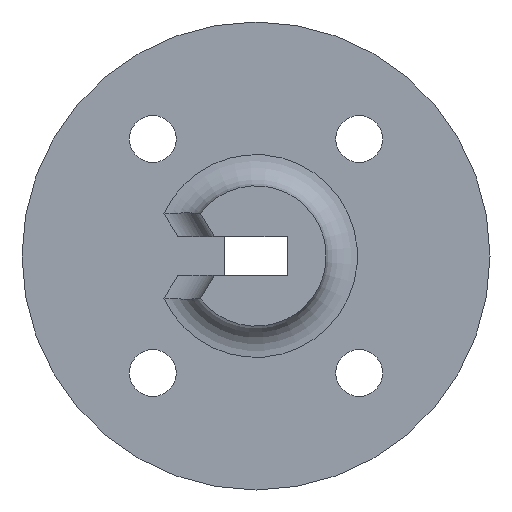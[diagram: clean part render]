
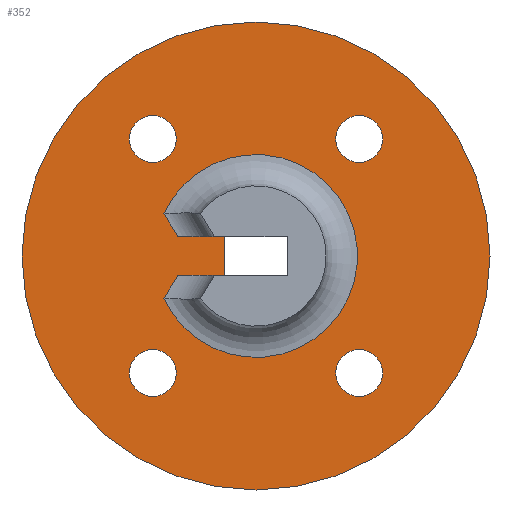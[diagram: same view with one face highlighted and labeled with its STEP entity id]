
A CAD part, front view. The second image highlights one B-rep face of the part: STEP entity #352.
In plain terms, the highlighted planar face has unit normal (0, -1, 0).
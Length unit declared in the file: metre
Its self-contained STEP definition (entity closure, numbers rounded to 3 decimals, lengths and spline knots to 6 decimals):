
#20=CIRCLE('',#384,0.0015);
#22=CIRCLE('',#387,0.0015);
#24=CIRCLE('',#390,0.0015);
#26=CIRCLE('',#393,0.0015);
#28=CIRCLE('',#396,0.015);
#30=CIRCLE('',#399,0.0065);
#67=ORIENTED_EDGE('',*,*,#154,.F.);
#68=ORIENTED_EDGE('',*,*,#155,.T.);
#69=ORIENTED_EDGE('',*,*,#156,.T.);
#70=ORIENTED_EDGE('',*,*,#157,.T.);
#71=ORIENTED_EDGE('',*,*,#158,.T.);
#72=ORIENTED_EDGE('',*,*,#132,.F.);
#73=ORIENTED_EDGE('',*,*,#152,.T.);
#74=ORIENTED_EDGE('',*,*,#150,.F.);
#75=ORIENTED_EDGE('',*,*,#148,.F.);
#76=ORIENTED_EDGE('',*,*,#146,.F.);
#77=ORIENTED_EDGE('',*,*,#144,.F.);
#132=EDGE_CURVE('',#175,#177,#209,.T.);
#144=EDGE_CURVE('',#187,#187,#20,.T.);
#146=EDGE_CURVE('',#189,#189,#22,.T.);
#148=EDGE_CURVE('',#191,#191,#24,.T.);
#150=EDGE_CURVE('',#193,#193,#26,.T.);
#152=EDGE_CURVE('',#195,#195,#28,.T.);
#154=EDGE_CURVE('',#197,#175,#219,.T.);
#155=EDGE_CURVE('',#197,#198,#220,.F.);
#156=EDGE_CURVE('',#198,#199,#30,.F.);
#157=EDGE_CURVE('',#199,#200,#221,.F.);
#158=EDGE_CURVE('',#200,#177,#222,.T.);
#175=VERTEX_POINT('',#524);
#177=VERTEX_POINT('',#527);
#187=VERTEX_POINT('',#552);
#189=VERTEX_POINT('',#557);
#191=VERTEX_POINT('',#562);
#193=VERTEX_POINT('',#567);
#195=VERTEX_POINT('',#572);
#197=VERTEX_POINT('',#577);
#198=VERTEX_POINT('',#579);
#199=VERTEX_POINT('',#581);
#200=VERTEX_POINT('',#583);
#209=LINE('',#526,#233);
#219=LINE('',#576,#243);
#220=LINE('',#578,#244);
#221=LINE('',#582,#245);
#222=LINE('',#584,#246);
#233=VECTOR('',#422,1.);
#243=VECTOR('',#472,1.);
#244=VECTOR('',#473,1.);
#245=VECTOR('',#476,1.);
#246=VECTOR('',#477,1.);
#269=EDGE_LOOP('',(#67,#68,#69,#70,#71,#72));
#270=EDGE_LOOP('',(#73));
#271=EDGE_LOOP('',(#74));
#272=EDGE_LOOP('',(#75));
#273=EDGE_LOOP('',(#76));
#274=EDGE_LOOP('',(#77));
#308=FACE_BOUND('',#269,.T.);
#309=FACE_BOUND('',#270,.T.);
#310=FACE_BOUND('',#271,.T.);
#311=FACE_BOUND('',#272,.T.);
#312=FACE_BOUND('',#273,.T.);
#313=FACE_BOUND('',#274,.T.);
#336=PLANE('',#398);
#352=ADVANCED_FACE('',(#308,#309,#310,#311,#312,#313),#336,.T.);
#384=AXIS2_PLACEMENT_3D('',#551,#442,#443);
#387=AXIS2_PLACEMENT_3D('',#556,#448,#449);
#390=AXIS2_PLACEMENT_3D('',#561,#454,#455);
#393=AXIS2_PLACEMENT_3D('',#566,#460,#461);
#396=AXIS2_PLACEMENT_3D('',#571,#466,#467);
#398=AXIS2_PLACEMENT_3D('',#575,#470,#471);
#399=AXIS2_PLACEMENT_3D('',#580,#474,#475);
#422=DIRECTION('',(0.,0.,-1.));
#442=DIRECTION('',(0.,-1.,0.));
#443=DIRECTION('',(0.,0.,-1.));
#448=DIRECTION('',(0.,-1.,0.));
#449=DIRECTION('',(0.,0.,-1.));
#454=DIRECTION('',(0.,-1.,0.));
#455=DIRECTION('',(0.,0.,-1.));
#460=DIRECTION('',(0.,-1.,0.));
#461=DIRECTION('',(0.,0.,-1.));
#466=DIRECTION('',(0.,-1.,0.));
#467=DIRECTION('',(0.,0.,-1.));
#470=DIRECTION('',(0.,-1.,0.));
#471=DIRECTION('',(1.,0.,0.));
#472=DIRECTION('',(1.,0.,0.));
#473=DIRECTION('',(0.524,0.,-0.852));
#474=DIRECTION('',(0.,-1.,0.));
#475=DIRECTION('',(0.,0.,-1.));
#476=DIRECTION('',(-0.524,0.,-0.852));
#477=DIRECTION('',(1.,0.,0.));
#524=CARTESIAN_POINT('',(0.048,-0.041,0.12225));
#526=CARTESIAN_POINT('',(0.048,-0.041,0.121));
#527=CARTESIAN_POINT('',(0.048,-0.041,0.11975));
#551=CARTESIAN_POINT('',(0.056614,-0.041,0.1135));
#552=CARTESIAN_POINT('',(0.056614,-0.041,0.112));
#556=CARTESIAN_POINT('',(0.043386,-0.041,0.1135));
#557=CARTESIAN_POINT('',(0.043386,-0.041,0.112));
#561=CARTESIAN_POINT('',(0.043386,-0.041,0.1285));
#562=CARTESIAN_POINT('',(0.043386,-0.041,0.127));
#566=CARTESIAN_POINT('',(0.056614,-0.041,0.1285));
#567=CARTESIAN_POINT('',(0.056614,-0.041,0.127));
#571=CARTESIAN_POINT('',(0.05,-0.041,0.121));
#572=CARTESIAN_POINT('',(0.05,-0.041,0.106));
#575=CARTESIAN_POINT('',(0.05,-0.041,0.121));
#576=CARTESIAN_POINT('',(0.023,-0.041,0.12225));
#577=CARTESIAN_POINT('',(0.044996,-0.041,0.12225));
#578=CARTESIAN_POINT('',(0.044725,-0.041,0.12269));
#579=CARTESIAN_POINT('',(0.044094,-0.041,0.123715));
#580=CARTESIAN_POINT('',(0.05,-0.041,0.121));
#581=CARTESIAN_POINT('',(0.044094,-0.041,0.118285));
#582=CARTESIAN_POINT('',(0.04564,-0.041,0.120798));
#583=CARTESIAN_POINT('',(0.044996,-0.041,0.11975));
#584=CARTESIAN_POINT('',(0.023,-0.041,0.11975));
